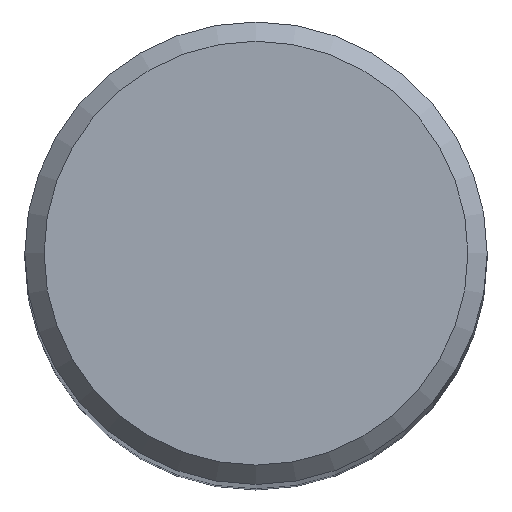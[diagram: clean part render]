
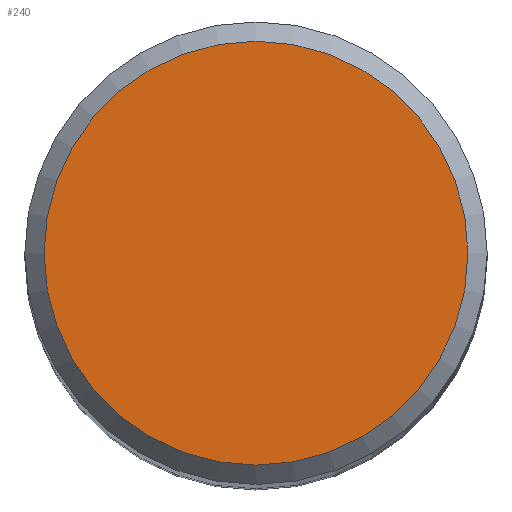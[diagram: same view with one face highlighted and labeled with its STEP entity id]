
A CAD part, top view. The second image highlights one B-rep face of the part: STEP entity #240.
In plain terms, the highlighted planar face has unit normal (0, 0, 1).
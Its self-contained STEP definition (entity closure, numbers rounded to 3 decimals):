
#22 = DIRECTION ( 'NONE',  ( 0., 0., -1. ) ) ;
#23 = EDGE_CURVE ( 'NONE', #167, #167, #139, .T. ) ;
#51 = AXIS2_PLACEMENT_3D ( 'NONE', #263, #22, #162 ) ;
#88 = FACE_OUTER_BOUND ( 'NONE', #133, .T. ) ;
#100 = ORIENTED_EDGE ( 'NONE', *, *, #23, .F. ) ;
#133 = EDGE_LOOP ( 'NONE', ( #100 ) ) ;
#139 = CIRCLE ( 'NONE', #51, 5.5 ) ;
#162 = DIRECTION ( 'NONE',  ( 0., 1., 0. ) ) ;
#166 = DIRECTION ( 'NONE',  ( 0., 0., -1. ) ) ;
#167 = VERTEX_POINT ( 'NONE', #213 ) ;
#206 = DIRECTION ( 'NONE',  ( 0., 1., 0. ) ) ;
#213 = CARTESIAN_POINT ( 'NONE',  ( 0., 5.5, 83. ) ) ;
#227 = PLANE ( 'NONE',  #249 ) ;
#233 = CARTESIAN_POINT ( 'NONE',  ( 0., 0., 83. ) ) ;
#240 = ADVANCED_FACE ( 'NONE', ( #88 ), #227, .F. ) ;
#249 = AXIS2_PLACEMENT_3D ( 'NONE', #233, #166, #206 ) ;
#263 = CARTESIAN_POINT ( 'NONE',  ( 0., 0., 83. ) ) ;
